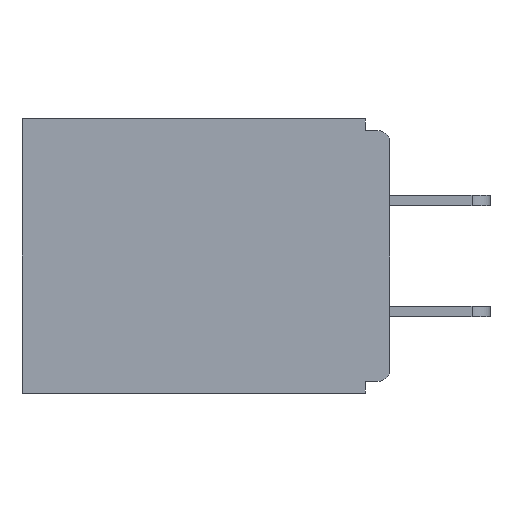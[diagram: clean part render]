
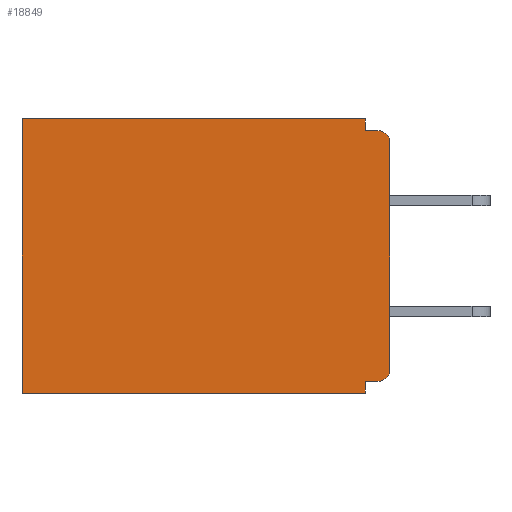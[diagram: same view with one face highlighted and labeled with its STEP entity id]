
A CAD part, left-side view. The second image highlights one B-rep face of the part: STEP entity #18849.
In plain terms, the highlighted planar face has unit normal (-1, 0, 0).
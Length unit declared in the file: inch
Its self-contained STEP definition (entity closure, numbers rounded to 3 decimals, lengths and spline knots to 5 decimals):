
#99 = CARTESIAN_POINT ( 'NONE',  ( 0.298, 0.031, -0.343 ) ) ;
#646 = VECTOR ( 'NONE', #9254, 39.37008 ) ;
#994 = CARTESIAN_POINT ( 'NONE',  ( 0.298, 0.015, -0.03 ) ) ;
#1017 = EDGE_LOOP ( 'NONE', ( #24509, #20012, #3689, #19047, #14381, #15221, #4544, #16898, #10239, #8074 ) ) ;
#1080 = DIRECTION ( 'NONE',  ( -1., 0., 0. ) ) ;
#1580 = EDGE_CURVE ( 'NONE', #2364, #23354, #20868, .T. ) ;
#2066 = CARTESIAN_POINT ( 'NONE',  ( 0.298, 0.031, -0.343 ) ) ;
#2364 = VERTEX_POINT ( 'NONE', #18739 ) ;
#2596 = VERTEX_POINT ( 'NONE', #99 ) ;
#3689 = ORIENTED_EDGE ( 'NONE', *, *, #13970, .F. ) ;
#4155 = CARTESIAN_POINT ( 'NONE',  ( 0.298, 0., 0. ) ) ;
#4544 = ORIENTED_EDGE ( 'NONE', *, *, #9693, .F. ) ;
#4953 = CIRCLE ( 'NONE', #9412, 0.015 ) ;
#4974 = VECTOR ( 'NONE', #7838, 39.37008 ) ;
#5734 = DIRECTION ( 'NONE',  ( -1., 0., 0. ) ) ;
#6093 = CARTESIAN_POINT ( 'NONE',  ( 0.298, 0., -0.015 ) ) ;
#6098 = DIRECTION ( 'NONE',  ( 0., 0., -1. ) ) ;
#6315 = DIRECTION ( 'NONE',  ( 0., 1., 0. ) ) ;
#6429 = CARTESIAN_POINT ( 'NONE',  ( 0.298, 0., -0.313 ) ) ;
#6502 = LINE ( 'NONE', #6093, #4974 ) ;
#6599 = DIRECTION ( 'NONE',  ( 0., 0., -1. ) ) ;
#6833 = VECTOR ( 'NONE', #6098, 39.37008 ) ;
#7392 = DIRECTION ( 'NONE',  ( 0., 1., 0. ) ) ;
#7775 = AXIS2_PLACEMENT_3D ( 'NONE', #994, #1080, #20395 ) ;
#7838 = DIRECTION ( 'NONE',  ( 0., -1., 0. ) ) ;
#7934 = EDGE_CURVE ( 'NONE', #18910, #2364, #23270, .T. ) ;
#8074 = ORIENTED_EDGE ( 'NONE', *, *, #19641, .F. ) ;
#8157 = DIRECTION ( 'NONE',  ( 0., 0., -1. ) ) ;
#9254 = DIRECTION ( 'NONE',  ( 0., 1., 0. ) ) ;
#9412 = AXIS2_PLACEMENT_3D ( 'NONE', #17224, #5734, #19172 ) ;
#9476 = EDGE_CURVE ( 'NONE', #2596, #23354, #23507, .T. ) ;
#9643 = VERTEX_POINT ( 'NONE', #23831 ) ;
#9693 = EDGE_CURVE ( 'NONE', #9643, #2596, #13856, .T. ) ;
#9911 = CARTESIAN_POINT ( 'NONE',  ( 0.298, 0.031, -0.015 ) ) ;
#10239 = ORIENTED_EDGE ( 'NONE', *, *, #16265, .T. ) ;
#10743 = LINE ( 'NONE', #2066, #6833 ) ;
#11297 = LINE ( 'NONE', #24564, #19107 ) ;
#11865 = VERTEX_POINT ( 'NONE', #19760 ) ;
#11883 = DIRECTION ( 'NONE',  ( 0., 0., -1. ) ) ;
#12198 = CARTESIAN_POINT ( 'NONE',  ( 0.298, 0., 0. ) ) ;
#13157 = CARTESIAN_POINT ( 'NONE',  ( 0.298, 0., -0.343 ) ) ;
#13322 = VECTOR ( 'NONE', #6315, 39.37008 ) ;
#13856 = LINE ( 'NONE', #17829, #22888 ) ;
#13970 = EDGE_CURVE ( 'NONE', #18910, #21581, #10743, .T. ) ;
#14381 = ORIENTED_EDGE ( 'NONE', *, *, #1580, .T. ) ;
#15221 = ORIENTED_EDGE ( 'NONE', *, *, #9476, .F. ) ;
#15911 = DIRECTION ( 'NONE',  ( 0., 0., -1. ) ) ;
#15916 = EDGE_CURVE ( 'NONE', #17904, #9643, #11297, .T. ) ;
#15997 = CARTESIAN_POINT ( 'NONE',  ( 0.298, 0.46, 0. ) ) ;
#16096 = VERTEX_POINT ( 'NONE', #21215 ) ;
#16265 = EDGE_CURVE ( 'NONE', #17904, #23272, #4953, .T. ) ;
#16292 = VECTOR ( 'NONE', #8157, 39.37008 ) ;
#16479 = CIRCLE ( 'NONE', #7775, 0.015 ) ;
#16898 = ORIENTED_EDGE ( 'NONE', *, *, #15916, .F. ) ;
#17224 = CARTESIAN_POINT ( 'NONE',  ( 0.298, 0.015, -0.313 ) ) ;
#17572 = PLANE ( 'NONE',  #23990 ) ;
#17651 = DIRECTION ( 'NONE',  ( 1., 0., 0. ) ) ;
#17829 = CARTESIAN_POINT ( 'NONE',  ( 0.298, 0.031, -0.343 ) ) ;
#17904 = VERTEX_POINT ( 'NONE', #22721 ) ;
#18739 = CARTESIAN_POINT ( 'NONE',  ( 0.298, 0.46, 0. ) ) ;
#18754 = VECTOR ( 'NONE', #6599, 39.37008 ) ;
#18849 = ADVANCED_FACE ( 'NONE', ( #22699 ), #17572, .F. ) ;
#18910 = VERTEX_POINT ( 'NONE', #19757 ) ;
#19047 = ORIENTED_EDGE ( 'NONE', *, *, #7934, .T. ) ;
#19107 = VECTOR ( 'NONE', #7392, 39.37008 ) ;
#19172 = DIRECTION ( 'NONE',  ( 0., 0., -1. ) ) ;
#19641 = EDGE_CURVE ( 'NONE', #16096, #23272, #24140, .T. ) ;
#19757 = CARTESIAN_POINT ( 'NONE',  ( 0.298, 0.031, 0. ) ) ;
#19760 = CARTESIAN_POINT ( 'NONE',  ( 0.298, 0.015, -0.015 ) ) ;
#20012 = ORIENTED_EDGE ( 'NONE', *, *, #24283, .F. ) ;
#20395 = DIRECTION ( 'NONE',  ( 0., 0., -1. ) ) ;
#20868 = LINE ( 'NONE', #15997, #18754 ) ;
#21215 = CARTESIAN_POINT ( 'NONE',  ( 0.298, 0., -0.03 ) ) ;
#21581 = VERTEX_POINT ( 'NONE', #9911 ) ;
#22699 = FACE_OUTER_BOUND ( 'NONE', #1017, .T. ) ;
#22714 = EDGE_CURVE ( 'NONE', #16096, #11865, #16479, .T. ) ;
#22721 = CARTESIAN_POINT ( 'NONE',  ( 0.298, 0.015, -0.328 ) ) ;
#22808 = CARTESIAN_POINT ( 'NONE',  ( 0.298, 0.46, -0.343 ) ) ;
#22888 = VECTOR ( 'NONE', #15911, 39.37008 ) ;
#23270 = LINE ( 'NONE', #12198, #13322 ) ;
#23272 = VERTEX_POINT ( 'NONE', #6429 ) ;
#23354 = VERTEX_POINT ( 'NONE', #22808 ) ;
#23392 = CARTESIAN_POINT ( 'NONE',  ( 0.298, 0., 0. ) ) ;
#23507 = LINE ( 'NONE', #13157, #646 ) ;
#23831 = CARTESIAN_POINT ( 'NONE',  ( 0.298, 0.031, -0.328 ) ) ;
#23990 = AXIS2_PLACEMENT_3D ( 'NONE', #23392, #17651, #11883 ) ;
#24140 = LINE ( 'NONE', #4155, #16292 ) ;
#24283 = EDGE_CURVE ( 'NONE', #21581, #11865, #6502, .T. ) ;
#24509 = ORIENTED_EDGE ( 'NONE', *, *, #22714, .T. ) ;
#24564 = CARTESIAN_POINT ( 'NONE',  ( 0.298, 0., -0.328 ) ) ;
